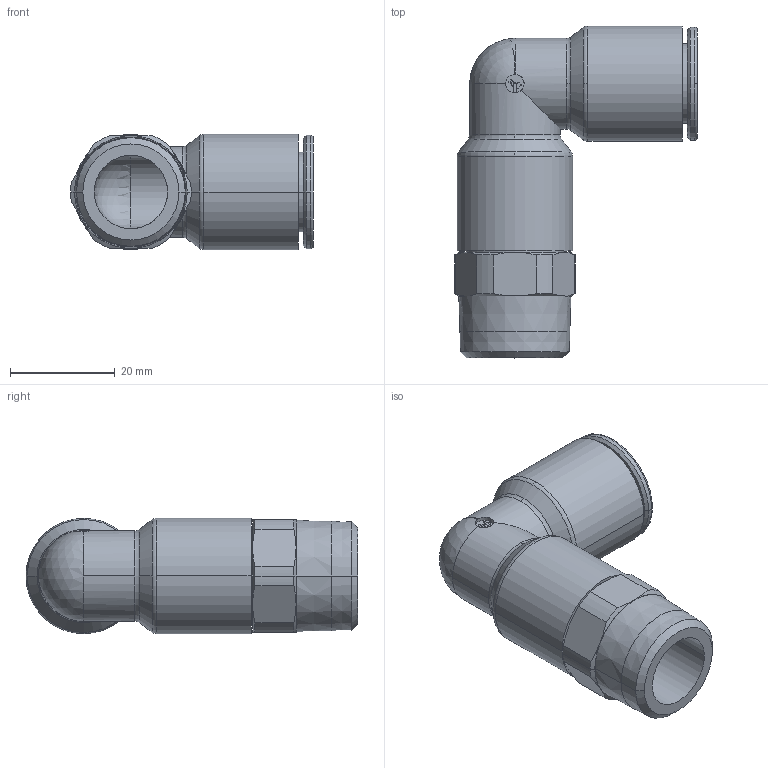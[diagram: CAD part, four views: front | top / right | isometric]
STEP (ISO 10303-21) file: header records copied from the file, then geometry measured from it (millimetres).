
FILE_DESCRIPTION(('STEP AP214'),'1');
FILE_NAME('3129_14_21.stp','2016-07-07T14:15:31',('TraceParts'),('TraceParts S.A.'),'Spatial InterOp 3D',' ',' ');
FILE_SCHEMA(('automotive_design'));
Length unit declared in the file: millimetre
Products named in the file (1): 1
Bounding box: 46.31 x 63.3 x 22 mm (x, y, z)
Volume: 15531.2 mm3; surface area: 10513.1 mm2
Topology: 1 solids, 1 shells, 112 faces, 287 edges, 178 vertices
Faces by surface type: cylinder 34, plane 33, cone 28, torus 10, sphere 7
Entity records: 3820 total; most frequent: CARTESIAN_POINT 1089, DIRECTION 617, ORIENTED_EDGE 556, EDGE_CURVE 278, AXIS2_PLACEMENT_3D 260, VERTEX_POINT 178, CIRCLE 145, EDGE_LOOP 124
